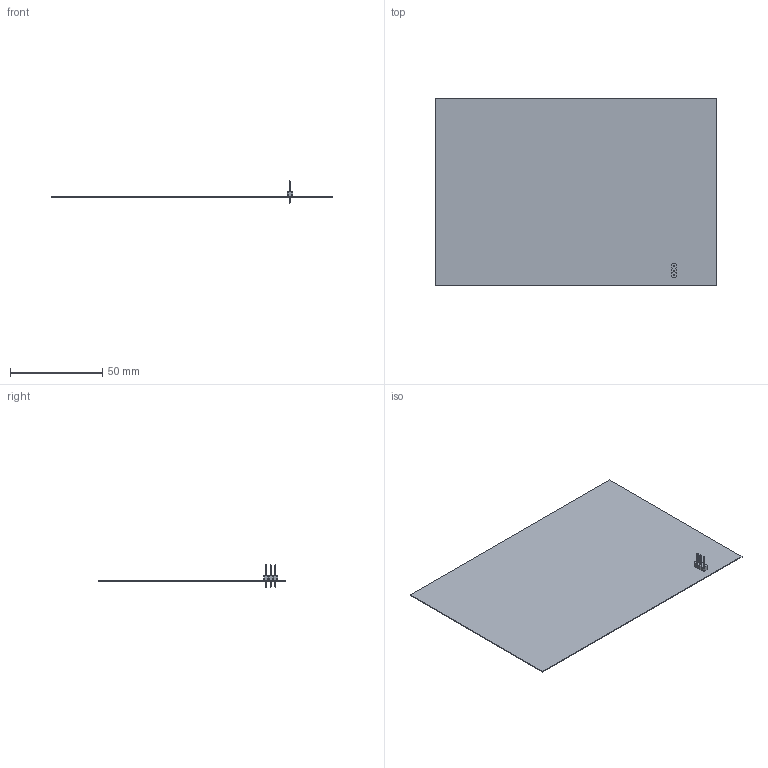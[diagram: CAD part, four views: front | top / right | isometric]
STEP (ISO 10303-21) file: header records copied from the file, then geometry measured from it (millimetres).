
FILE_DESCRIPTION(('Open CASCADE Model'),'2;1');
FILE_NAME('Open CASCADE Shape Model','2024-03-24T15:17:02',('Author'),( 'Open CASCADE'),'Open CASCADE STEP processor 6.8','Open CASCADE 6.8' ,'Unknown');
FILE_SCHEMA(('AUTOMOTIVE_DESIGN { 1 0 10303 214 1 1 1 1 }'));
Length unit declared in the file: millimetre
Products named in the file (7): PCB; Board; Open CASCADE STEP translator 6.8 1.1.1; PM; User%20Library-PinHeaderX3[1]; User_Library-PinHeaderX3_PinHeader_Body_1; User_Library-PinHeaderX3_PinHeader_Pins_1
Assembly tree (6 placements, depth 4):
  PCB
    Board
      Open CASCADE STEP translator 6.8 1.1.1
    PM
      User%20Library-PinHeaderX3[1]
        User_Library-PinHeaderX3_PinHeader_Body_1
        User_Library-PinHeaderX3_PinHeader_Pins_1
Bounding box: 152.4 x 101.6 x 12.19 mm (x, y, z)
Volume: 6440.8 mm3; surface area: 31374.6 mm2
Topology: 3 solids, 3 shells, 74 faces, 180 edges, 112 vertices
Faces by surface type: plane 74
Entity records: 2713 total; most frequent: CARTESIAN_POINT 373, ORIENTED_EDGE 360, DIRECTION 342, EDGE_CURVE 180, LINE 180, VECTOR 180, VERTEX_POINT 112, AXIS2_PLACEMENT_3D 81
